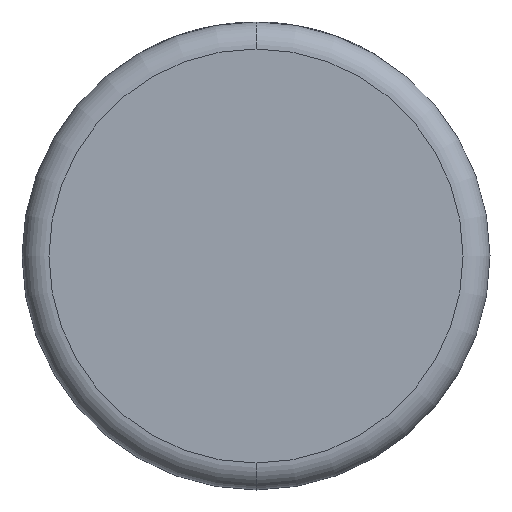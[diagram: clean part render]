
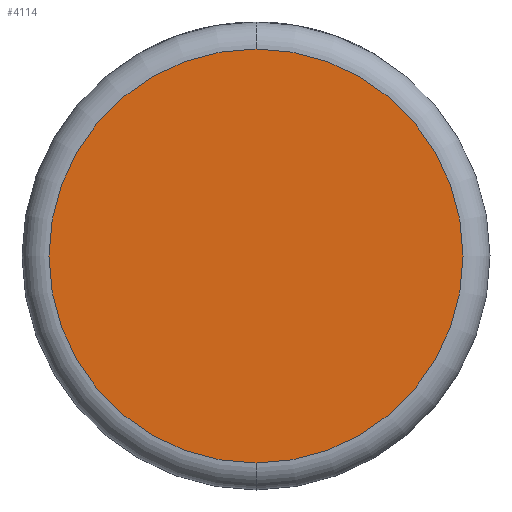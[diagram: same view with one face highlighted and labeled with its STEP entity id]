
A CAD part, front view. The second image highlights one B-rep face of the part: STEP entity #4114.
In plain terms, the highlighted planar face has unit normal (0, -1, 0).
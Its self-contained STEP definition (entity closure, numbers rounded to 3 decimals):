
#262 = ORIENTED_EDGE ( 'NONE', *, *, #321, .T. ) ;
#321 = EDGE_CURVE ( 'NONE', #1619, #362, #4086, .T. ) ;
#362 = VERTEX_POINT ( 'NONE', #1843 ) ;
#667 = DIRECTION ( 'NONE',  ( 0., -1., 0. ) ) ;
#676 = DIRECTION ( 'NONE',  ( 0., 0., 1. ) ) ;
#775 = CARTESIAN_POINT ( 'NONE',  ( 0., 0., 0. ) ) ;
#820 = CIRCLE ( 'NONE', #3052, 15.926 ) ;
#1023 = AXIS2_PLACEMENT_3D ( 'NONE', #2884, #667, #4053 ) ;
#1410 = AXIS2_PLACEMENT_3D ( 'NONE', #775, #3330, #2627 ) ;
#1422 = ORIENTED_EDGE ( 'NONE', *, *, #1669, .T. ) ;
#1619 = VERTEX_POINT ( 'NONE', #3518 ) ;
#1669 = EDGE_CURVE ( 'NONE', #362, #1619, #820, .T. ) ;
#1840 = PLANE ( 'NONE',  #1410 ) ;
#1843 = CARTESIAN_POINT ( 'NONE',  ( 0., 0., 15.926 ) ) ;
#2132 = CARTESIAN_POINT ( 'NONE',  ( 0., 0., 0. ) ) ;
#2627 = DIRECTION ( 'NONE',  ( 0., 0., 1. ) ) ;
#2884 = CARTESIAN_POINT ( 'NONE',  ( 0., 0., 0. ) ) ;
#2889 = DIRECTION ( 'NONE',  ( 0., -1., 0. ) ) ;
#2974 = FACE_OUTER_BOUND ( 'NONE', #4340, .T. ) ;
#3052 = AXIS2_PLACEMENT_3D ( 'NONE', #2132, #2889, #676 ) ;
#3330 = DIRECTION ( 'NONE',  ( 0., 1., 0. ) ) ;
#3518 = CARTESIAN_POINT ( 'NONE',  ( 0., 0., -15.926 ) ) ;
#4053 = DIRECTION ( 'NONE',  ( 0., 0., 1. ) ) ;
#4086 = CIRCLE ( 'NONE', #1023, 15.926 ) ;
#4114 = ADVANCED_FACE ( 'NONE', ( #2974 ), #1840, .F. ) ;
#4340 = EDGE_LOOP ( 'NONE', ( #1422, #262 ) ) ;
